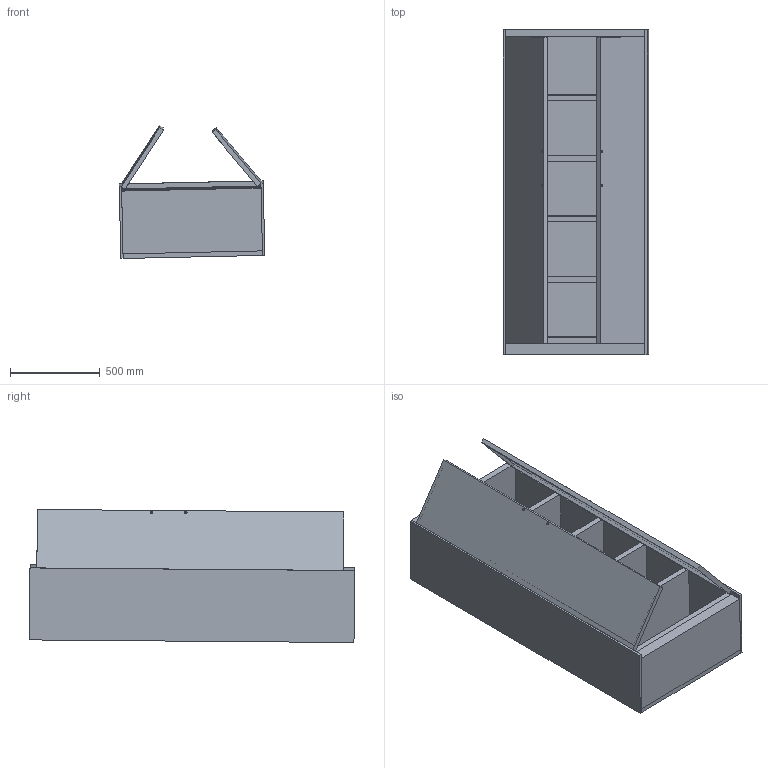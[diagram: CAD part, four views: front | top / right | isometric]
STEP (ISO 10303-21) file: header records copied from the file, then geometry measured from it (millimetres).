
FILE_DESCRIPTION (( 'STEP AP214' ), '1' );
FILE_NAME ('CPSTN-A001 - Shelving Unit Assembly.STEP', '2024-11-30T23:53:26', ( '' ), ( '' ), 'SwSTEP 2.0', 'SolidWorks 2024', '' );
FILE_SCHEMA (( 'AUTOMOTIVE_DESIGN' ));
Length unit declared in the file: inch
Products named in the file (8): CPSTN-P006 - Left Door; CPSTN-P001 - Shelf Base; CPSTN-P003 - Shelf Roof; CPSTN-P007 - Right Door; CPSTN-P005 - Shelf Back Wall; CPSTN-P004 - Cabinet Shelf; CPSTN-A001 - Shelving Unit Assembly; CPSTN-P002 - Shelf Side Wall
Assembly tree (12 placements, depth 2):
  CPSTN-A001 - Shelving Unit Assembly
    CPSTN-P001 - Shelf Base
    CPSTN-P002 - Shelf Side Wall  x2
    CPSTN-P003 - Shelf Roof
    CPSTN-P004 - Cabinet Shelf  x5
    CPSTN-P005 - Shelf Back Wall
    CPSTN-P006 - Left Door
    CPSTN-P007 - Right Door
Bounding box: 808.77 x 1806.64 x 739.3 mm (x, y, z)
Volume: 136990031.1 mm3; surface area: 13341270 mm2
Topology: 12 solids, 12 shells, 106 faces, 224 edges, 140 vertices
Faces by surface type: plane 82, cone 16, cylinder 8
Entity records: 2291 total; most frequent: DIRECTION 362, CARTESIAN_POINT 347, ORIENTED_EDGE 312, EDGE_CURVE 156, VECTOR 132, LINE 132, AXIS2_PLACEMENT_3D 115, VERTEX_POINT 100
